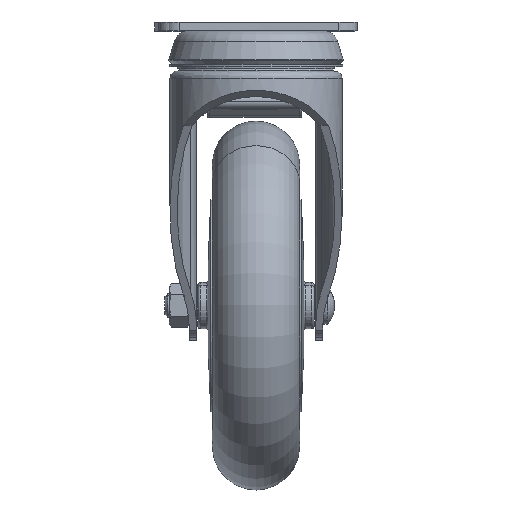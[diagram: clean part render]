
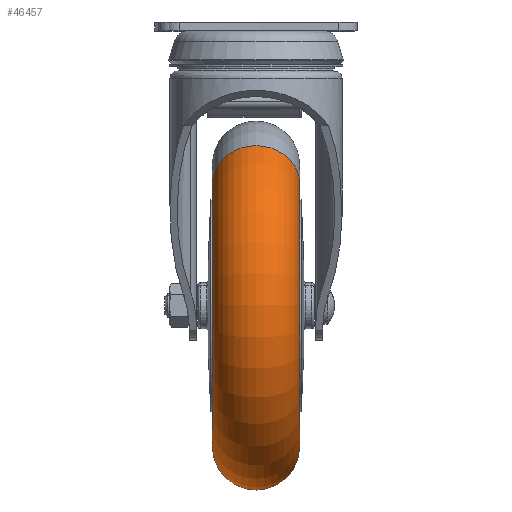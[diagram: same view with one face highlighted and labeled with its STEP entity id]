
A CAD part, top view. The second image highlights one B-rep face of the part: STEP entity #46457.
In plain terms, the highlighted toroidal (fillet/blend) face has major radius 48.5 mm and minor radius 15 mm.
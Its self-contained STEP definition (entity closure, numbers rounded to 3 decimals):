
#986 = AXIS2_PLACEMENT_3D ( 'NONE', #49905, #20900, #54824 ) ;
#3356 = AXIS2_PLACEMENT_3D ( 'NONE', #48809, #29536, #44123 ) ;
#3769 = CIRCLE ( 'NONE', #16033, 48.5 ) ;
#5956 = CARTESIAN_POINT ( 'NONE',  ( 15., 0., 48.5 ) ) ;
#6306 = EDGE_CURVE ( 'NONE', #50118, #31869, #19605, .T. ) ;
#8394 = DIRECTION ( 'NONE',  ( 0., 1., 0. ) ) ;
#10321 = CARTESIAN_POINT ( 'NONE',  ( -15., 0., 48.5 ) ) ;
#14450 = VERTEX_POINT ( 'NONE', #5956 ) ;
#16033 = AXIS2_PLACEMENT_3D ( 'NONE', #48529, #19537, #53432 ) ;
#17820 = DIRECTION ( 'NONE',  ( 0., -1., 0. ) ) ;
#19537 = DIRECTION ( 'NONE',  ( -1., 0., 0. ) ) ;
#19605 = CIRCLE ( 'NONE', #986, 48.5 ) ;
#20900 = DIRECTION ( 'NONE',  ( -1., 0., 0. ) ) ;
#21681 = EDGE_LOOP ( 'NONE', ( #34594, #40169, #37053, #59654 ) ) ;
#23618 = CIRCLE ( 'NONE', #51640, 15. ) ;
#27387 = EDGE_CURVE ( 'NONE', #52220, #31869, #50253, .T. ) ;
#28894 = EDGE_CURVE ( 'NONE', #14450, #52220, #3769, .T. ) ;
#29536 = DIRECTION ( 'NONE',  ( -1., 0., 0. ) ) ;
#31869 = VERTEX_POINT ( 'NONE', #55519 ) ;
#34200 = CARTESIAN_POINT ( 'NONE',  ( 15., 0., -48.5 ) ) ;
#34594 = ORIENTED_EDGE ( 'NONE', *, *, #28894, .T. ) ;
#37053 = ORIENTED_EDGE ( 'NONE', *, *, #6306, .F. ) ;
#37507 = CARTESIAN_POINT ( 'NONE',  ( 0., 0., -48.5 ) ) ;
#40169 = ORIENTED_EDGE ( 'NONE', *, *, #27387, .T. ) ;
#42354 = DIRECTION ( 'NONE',  ( 0., 0., 1. ) ) ;
#44123 = DIRECTION ( 'NONE',  ( 0., 0., 1. ) ) ;
#46457 = ADVANCED_FACE ( 'NONE', ( #61132 ), #62637, .T. ) ;
#46853 = CARTESIAN_POINT ( 'NONE',  ( 0., 0., 48.5 ) ) ;
#48529 = CARTESIAN_POINT ( 'NONE',  ( 15., 0., 0. ) ) ;
#48809 = CARTESIAN_POINT ( 'NONE',  ( 0., 0., 0. ) ) ;
#49905 = CARTESIAN_POINT ( 'NONE',  ( -15., 0., 0. ) ) ;
#50118 = VERTEX_POINT ( 'NONE', #10321 ) ;
#50253 = CIRCLE ( 'NONE', #59090, 15. ) ;
#51640 = AXIS2_PLACEMENT_3D ( 'NONE', #46853, #17820, #51772 ) ;
#51772 = DIRECTION ( 'NONE',  ( 0., 0., -1. ) ) ;
#52220 = VERTEX_POINT ( 'NONE', #34200 ) ;
#53432 = DIRECTION ( 'NONE',  ( 0., 0., 1. ) ) ;
#54824 = DIRECTION ( 'NONE',  ( 0., 0., 1. ) ) ;
#55519 = CARTESIAN_POINT ( 'NONE',  ( -15., 0., -48.5 ) ) ;
#55770 = EDGE_CURVE ( 'NONE', #14450, #50118, #23618, .T. ) ;
#59090 = AXIS2_PLACEMENT_3D ( 'NONE', #37507, #8394, #42354 ) ;
#59654 = ORIENTED_EDGE ( 'NONE', *, *, #55770, .F. ) ;
#61132 = FACE_OUTER_BOUND ( 'NONE', #21681, .T. ) ;
#62637 = TOROIDAL_SURFACE ( 'NONE', #3356, 48.5, 15. ) ;
